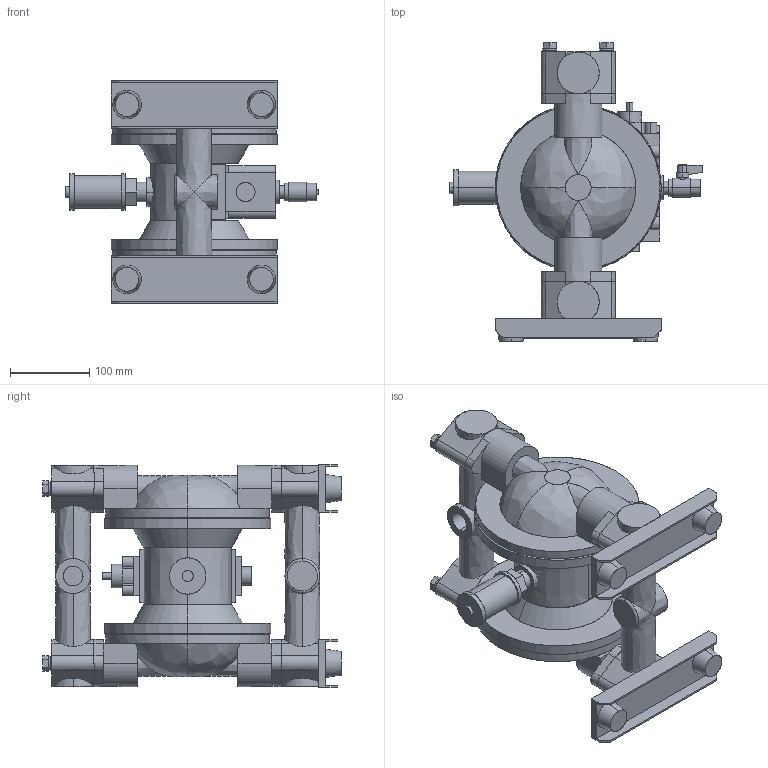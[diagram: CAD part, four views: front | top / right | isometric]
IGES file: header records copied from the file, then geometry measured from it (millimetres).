
Start section: SolidWorks IGES FILE using analytic representation for surfaces
Global section: file name: NDP-25 BS仩 YA.IGS; native system: SolidWorks 2004 by SolidWorks Corporation; preprocessor: Version 5.3; author: user; date: 050818.154009; units: millimetre
Bounding box: 319.32 x 377.8 x 281 mm (x, y, z)
Surface area: 545256.1 mm2 (no closed solid volume)
Topology: 0 solids, 0 shells, 538 faces, 10060 edges, 10060 vertices
Faces by surface type: bspline 329, revolution 209
